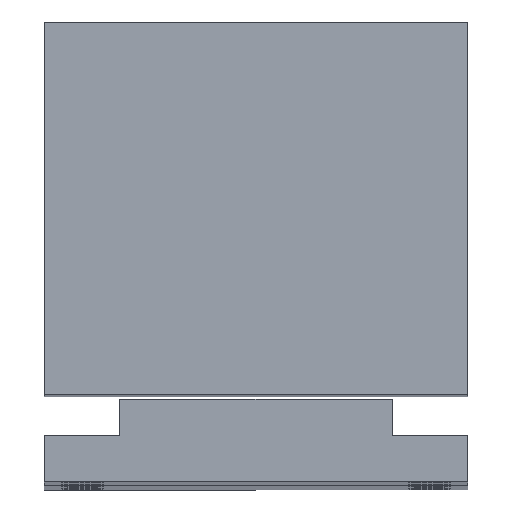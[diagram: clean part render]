
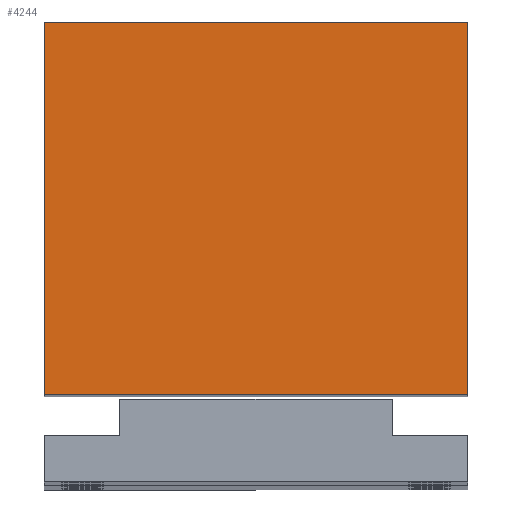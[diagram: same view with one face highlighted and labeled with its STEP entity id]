
A CAD part, top view. The second image highlights one B-rep face of the part: STEP entity #4244.
In plain terms, the highlighted face is planar.
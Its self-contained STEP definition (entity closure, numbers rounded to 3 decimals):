
#575 = PLANE ( 'NONE',  #2607 ) ;
#747 = ORIENTED_EDGE ( 'NONE', *, *, #6618, .T. ) ;
#1440 = CARTESIAN_POINT ( 'NONE',  ( -99., 27.5, 24.15 ) ) ;
#1732 = ORIENTED_EDGE ( 'NONE', *, *, #10437, .T. ) ;
#1791 = DIRECTION ( 'NONE',  ( 0., 0., 1. ) ) ;
#2054 = CARTESIAN_POINT ( 'NONE',  ( -99., 27.5, -24.15 ) ) ;
#2607 = AXIS2_PLACEMENT_3D ( 'NONE', #5133, #9412, #10224 ) ;
#2759 = LINE ( 'NONE', #2054, #8553 ) ;
#3055 = EDGE_CURVE ( 'NONE', #7672, #7608, #11251, .T. ) ;
#3754 = LINE ( 'NONE', #10578, #6531 ) ;
#4111 = CARTESIAN_POINT ( 'NONE',  ( -99., -27.5, -24.15 ) ) ;
#4244 = ADVANCED_FACE ( 'NONE', ( #11155 ), #575, .T. ) ;
#5107 = EDGE_LOOP ( 'NONE', ( #1732, #10675, #5535, #747 ) ) ;
#5133 = CARTESIAN_POINT ( 'NONE',  ( -99., 27.5, -24.15 ) ) ;
#5331 = DIRECTION ( 'NONE',  ( 0., -1., 0. ) ) ;
#5535 = ORIENTED_EDGE ( 'NONE', *, *, #3055, .F. ) ;
#6531 = VECTOR ( 'NONE', #1791, 1000. ) ;
#6618 = EDGE_CURVE ( 'NONE', #7672, #11362, #2759, .T. ) ;
#6909 = DIRECTION ( 'NONE',  ( 0., 0., 1. ) ) ;
#7191 = VECTOR ( 'NONE', #6909, 1000. ) ;
#7443 = VECTOR ( 'NONE', #5331, 1000. ) ;
#7608 = VERTEX_POINT ( 'NONE', #1440 ) ;
#7672 = VERTEX_POINT ( 'NONE', #7801 ) ;
#7779 = CARTESIAN_POINT ( 'NONE',  ( -99., 27.5, -24.15 ) ) ;
#7801 = CARTESIAN_POINT ( 'NONE',  ( -99., 27.5, -24.15 ) ) ;
#8505 = VERTEX_POINT ( 'NONE', #9563 ) ;
#8553 = VECTOR ( 'NONE', #8930, 1000. ) ;
#8633 = LINE ( 'NONE', #8750, #7443 ) ;
#8750 = CARTESIAN_POINT ( 'NONE',  ( -99., 27.5, 24.15 ) ) ;
#8930 = DIRECTION ( 'NONE',  ( 0., -1., 0. ) ) ;
#9412 = DIRECTION ( 'NONE',  ( -1., 0., 0. ) ) ;
#9563 = CARTESIAN_POINT ( 'NONE',  ( -99., -27.5, 24.15 ) ) ;
#9741 = EDGE_CURVE ( 'NONE', #7608, #8505, #8633, .T. ) ;
#10224 = DIRECTION ( 'NONE',  ( 0., 0., 1. ) ) ;
#10437 = EDGE_CURVE ( 'NONE', #11362, #8505, #3754, .T. ) ;
#10578 = CARTESIAN_POINT ( 'NONE',  ( -99., -27.5, -24.15 ) ) ;
#10675 = ORIENTED_EDGE ( 'NONE', *, *, #9741, .F. ) ;
#11155 = FACE_OUTER_BOUND ( 'NONE', #5107, .T. ) ;
#11251 = LINE ( 'NONE', #7779, #7191 ) ;
#11362 = VERTEX_POINT ( 'NONE', #4111 ) ;
